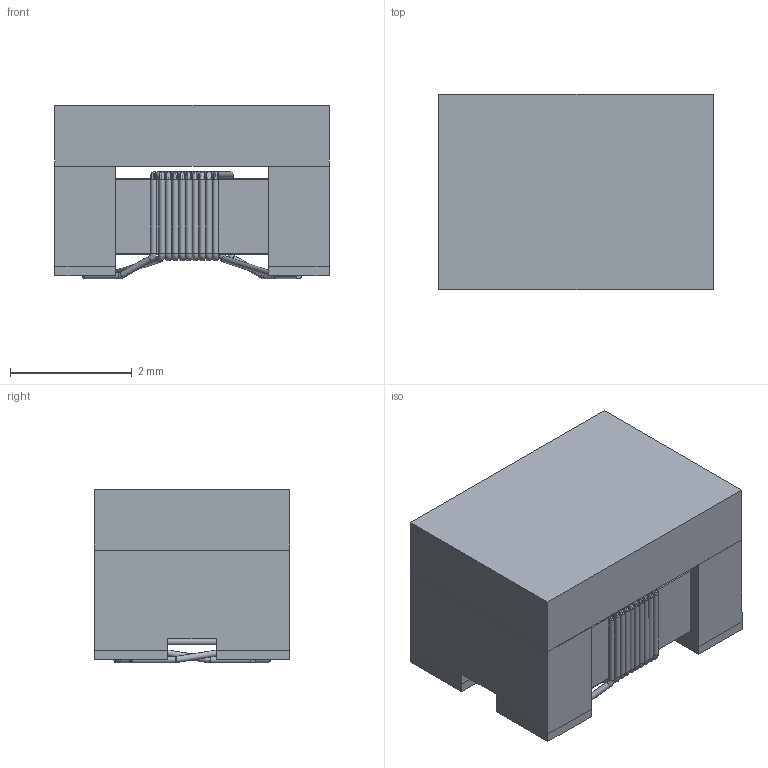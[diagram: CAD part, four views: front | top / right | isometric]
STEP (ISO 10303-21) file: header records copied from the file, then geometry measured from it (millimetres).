
FILE_DESCRIPTION(/* description */ (''),/* implementation_level */ '2;1');
FILE_NAME(/* name */ 'WE-CNSW_1812_CNSW(rev1).stp',/* time_stamp */ '2020-12-13T14:57:11+01:00',/* author */ (''),/* organization */ (''),/* preprocessor_version */ 'ST-DEVELOPER v16.7',/* originating_system */ 'SIEMENS PLM Software NX 1915',/* authorisation */ '');
FILE_SCHEMA (('AUTOMOTIVE_DESIGN { 1 0 10303 214 3 1 1 1 }'));
Length unit declared in the file: millimetre
Products named in the file (9): pins204; pins201; pins198; pins; base192; base189; base; ferrite; WE-CNSW_1812_CNSW_rev1__stp
Assembly tree (8 placements, depth 2):
  WE-CNSW_1812_CNSW_rev1__stp
    ferrite
    base
    base189
    base192
    pins
    pins198
    pins201
    pins204
Bounding box: 4.5 x 3.2 x 2.85 mm (x, y, z)
Volume: 34.7 mm3; surface area: 136.9 mm2
Topology: 8 solids, 8 shells, 150 faces, 334 edges, 200 vertices
Faces by surface type: plane 56, cylinder 50, torus 24, revolution 20
Full cylindrical faces by diameter (mm): 0.1 x46
Entity records: 4841 total; most frequent: CARTESIAN_POINT 703, DIRECTION 622, ORIENTED_EDGE 448, EDGE_LOOP 240, AXIS2_PLACEMENT_3D 239, EDGE_CURVE 224, FACE_BOUND 180, VERTEX_POINT 180
